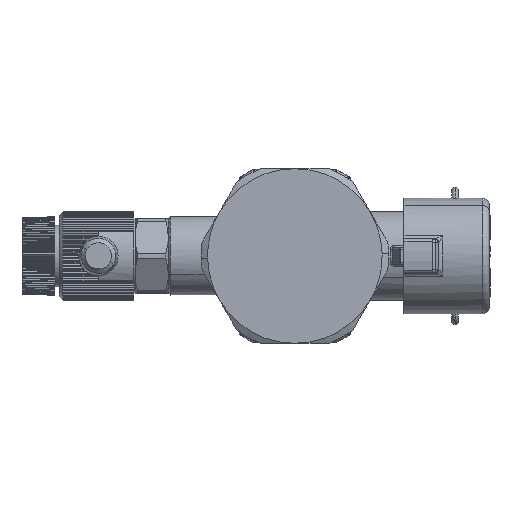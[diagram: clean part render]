
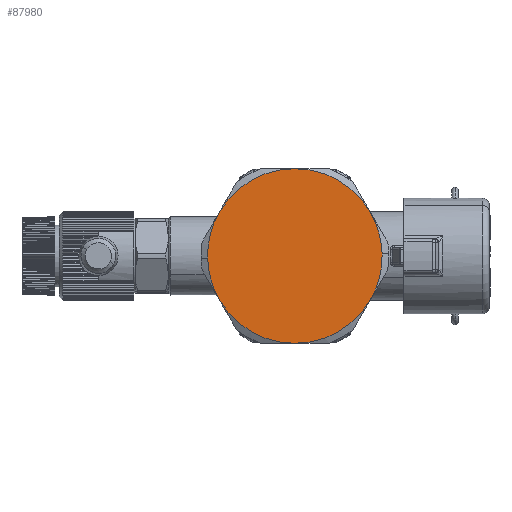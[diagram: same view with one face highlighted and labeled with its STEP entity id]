
A CAD part, left-side view. The second image highlights one B-rep face of the part: STEP entity #87980.
In plain terms, the highlighted planar face has unit normal (-1, 0, 0).
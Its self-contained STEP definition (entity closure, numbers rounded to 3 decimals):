
#87909=CARTESIAN_POINT('Axis2P3D Location',(-71.,-17.321,10.)) ;
#87914=CARTESIAN_POINT('Axis2P3D Location',(-71.,0.,0.)) ;
#87918=CARTESIAN_POINT('Vertex',(-71.,0.,-20.)) ;
#87920=CARTESIAN_POINT('Vertex',(-71.,17.321,-10.)) ;
#87923=CARTESIAN_POINT('Axis2P3D Location',(-71.,0.,0.)) ;
#87927=CARTESIAN_POINT('Vertex',(-71.,-17.321,-10.)) ;
#87930=CARTESIAN_POINT('Axis2P3D Location',(-71.,0.,0.)) ;
#87934=CARTESIAN_POINT('Vertex',(-71.,-19.994,0.472)) ;
#87937=CARTESIAN_POINT('Axis2P3D Location',(-71.,0.,0.)) ;
#87941=CARTESIAN_POINT('Vertex',(-71.,-17.321,10.)) ;
#87944=CARTESIAN_POINT('Axis2P3D Location',(-71.,0.,0.)) ;
#87948=CARTESIAN_POINT('Vertex',(-71.,0.,20.)) ;
#87951=CARTESIAN_POINT('Axis2P3D Location',(-71.,0.,0.)) ;
#87955=CARTESIAN_POINT('Vertex',(-71.,17.321,10.)) ;
#87958=CARTESIAN_POINT('Axis2P3D Location',(-71.,0.,0.)) ;
#87962=CARTESIAN_POINT('Vertex',(-71.,19.994,-0.472)) ;
#87965=CARTESIAN_POINT('Axis2P3D Location',(-71.,0.,0.)) ;
#87910=DIRECTION('Axis2P3D Direction',(1.,0.,0.)) ;
#87911=DIRECTION('Axis2P3D XDirection',(0.,-0.5,-0.866)) ;
#87915=DIRECTION('Axis2P3D Direction',(1.,0.,0.)) ;
#87924=DIRECTION('Axis2P3D Direction',(1.,0.,0.)) ;
#87931=DIRECTION('Axis2P3D Direction',(1.,0.,0.)) ;
#87938=DIRECTION('Axis2P3D Direction',(1.,0.,0.)) ;
#87945=DIRECTION('Axis2P3D Direction',(1.,0.,0.)) ;
#87952=DIRECTION('Axis2P3D Direction',(1.,0.,0.)) ;
#87959=DIRECTION('Axis2P3D Direction',(1.,0.,0.)) ;
#87966=DIRECTION('Axis2P3D Direction',(1.,0.,0.)) ;
#87912=AXIS2_PLACEMENT_3D('Plane Axis2P3D',#87909,#87910,#87911) ;
#87916=AXIS2_PLACEMENT_3D('Circle Axis2P3D',#87914,#87915,$) ;
#87925=AXIS2_PLACEMENT_3D('Circle Axis2P3D',#87923,#87924,$) ;
#87932=AXIS2_PLACEMENT_3D('Circle Axis2P3D',#87930,#87931,$) ;
#87939=AXIS2_PLACEMENT_3D('Circle Axis2P3D',#87937,#87938,$) ;
#87946=AXIS2_PLACEMENT_3D('Circle Axis2P3D',#87944,#87945,$) ;
#87953=AXIS2_PLACEMENT_3D('Circle Axis2P3D',#87951,#87952,$) ;
#87960=AXIS2_PLACEMENT_3D('Circle Axis2P3D',#87958,#87959,$) ;
#87967=AXIS2_PLACEMENT_3D('Circle Axis2P3D',#87965,#87966,$) ;
#87917=CIRCLE('generated circle',#87916,20.) ;
#87926=CIRCLE('generated circle',#87925,20.) ;
#87933=CIRCLE('generated circle',#87932,20.) ;
#87940=CIRCLE('generated circle',#87939,20.) ;
#87947=CIRCLE('generated circle',#87946,20.) ;
#87954=CIRCLE('generated circle',#87953,20.) ;
#87961=CIRCLE('generated circle',#87960,20.) ;
#87968=CIRCLE('generated circle',#87967,20.) ;
#87913=PLANE('',#87912) ;
#87922=EDGE_CURVE('',#87919,#87921,#87917,.T.) ;
#87929=EDGE_CURVE('',#87928,#87919,#87926,.T.) ;
#87936=EDGE_CURVE('',#87935,#87928,#87933,.T.) ;
#87943=EDGE_CURVE('',#87942,#87935,#87940,.T.) ;
#87950=EDGE_CURVE('',#87949,#87942,#87947,.T.) ;
#87957=EDGE_CURVE('',#87956,#87949,#87954,.T.) ;
#87964=EDGE_CURVE('',#87963,#87956,#87961,.T.) ;
#87969=EDGE_CURVE('',#87921,#87963,#87968,.T.) ;
#87971=ORIENTED_EDGE('',*,*,#87922,.F.) ;
#87972=ORIENTED_EDGE('',*,*,#87929,.F.) ;
#87973=ORIENTED_EDGE('',*,*,#87936,.F.) ;
#87974=ORIENTED_EDGE('',*,*,#87943,.F.) ;
#87975=ORIENTED_EDGE('',*,*,#87950,.F.) ;
#87976=ORIENTED_EDGE('',*,*,#87957,.F.) ;
#87977=ORIENTED_EDGE('',*,*,#87964,.F.) ;
#87978=ORIENTED_EDGE('',*,*,#87969,.F.) ;
#87970=EDGE_LOOP('',(#87971,#87972,#87973,#87974,#87975,#87976,#87977,#87978)) ;
#87919=VERTEX_POINT('',#87918) ;
#87921=VERTEX_POINT('',#87920) ;
#87928=VERTEX_POINT('',#87927) ;
#87935=VERTEX_POINT('',#87934) ;
#87942=VERTEX_POINT('',#87941) ;
#87949=VERTEX_POINT('',#87948) ;
#87956=VERTEX_POINT('',#87955) ;
#87963=VERTEX_POINT('',#87962) ;
#87980=ADVANCED_FACE('PartBody',(#87979),#87913,.F.) ;
#87979=FACE_OUTER_BOUND('',#87970,.T.) ;
